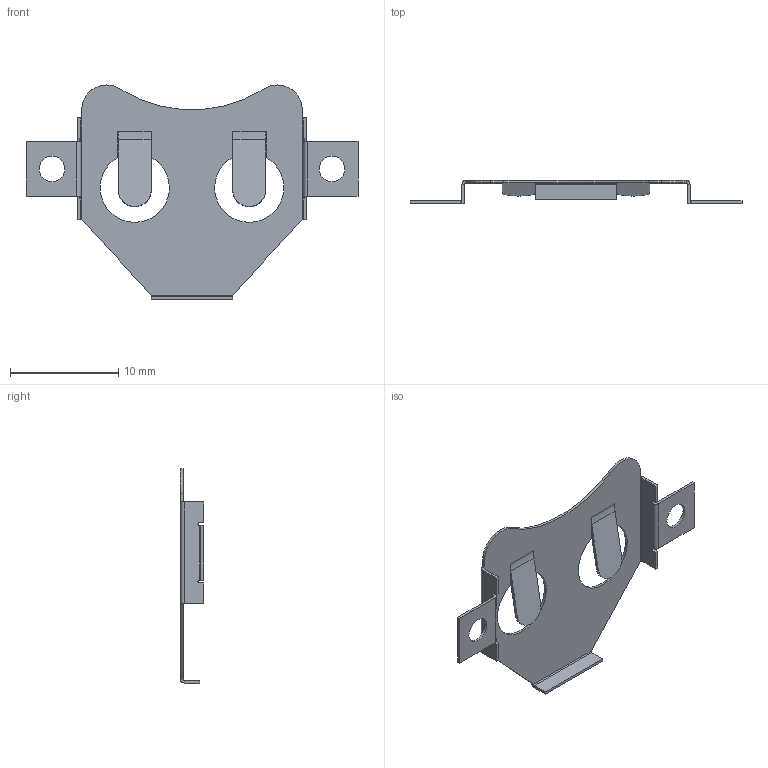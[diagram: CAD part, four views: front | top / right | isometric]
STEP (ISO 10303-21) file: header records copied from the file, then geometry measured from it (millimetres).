
FILE_DESCRIPTION (( 'STEP AP214' ), '1' );
FILE_NAME ('BK-5067.STEP', '2019-10-10T14:25:19', ( '' ), ( '' ), 'SwSTEP 2.0', 'SolidWorks 2017', '' );
FILE_SCHEMA (( 'AUTOMOTIVE_DESIGN' ));
Length unit declared in the file: millimetre
Products named in the file (1): BK-5067
Bounding box: 30.73 x 2.16 x 19.81 mm (x, y, z)
Volume: 95.8 mm3; surface area: 815.6 mm2
Topology: 1 solids, 1 shells, 108 faces, 262 edges, 156 vertices
Faces by surface type: plane 71, cylinder 37
Entity records: 3142 total; most frequent: DIRECTION 554, CARTESIAN_POINT 527, ORIENTED_EDGE 524, EDGE_CURVE 262, LINE 188, VECTOR 188, AXIS2_PLACEMENT_3D 183, VERTEX_POINT 156
